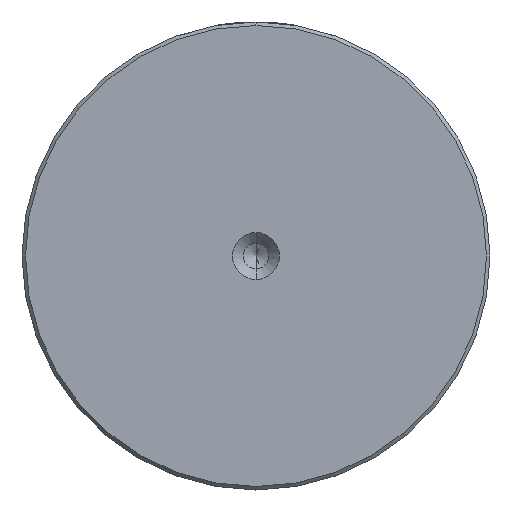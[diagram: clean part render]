
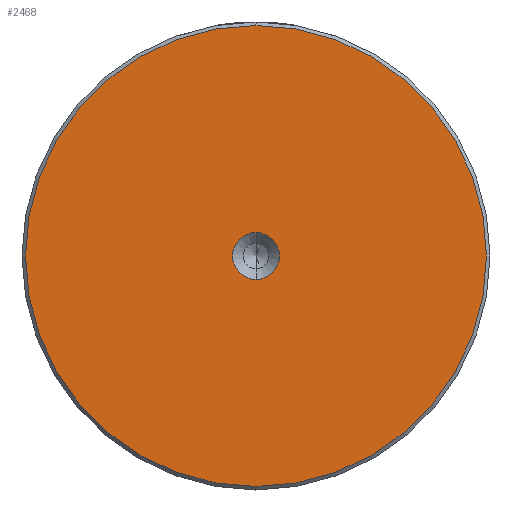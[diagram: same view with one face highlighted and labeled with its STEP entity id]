
A CAD part, left-side view. The second image highlights one B-rep face of the part: STEP entity #2468.
In plain terms, the highlighted planar face has unit normal (-1, 0, 0).
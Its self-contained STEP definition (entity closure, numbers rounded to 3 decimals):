
#80 = CARTESIAN_POINT ( 'NONE',  ( 0., 0., 0. ) ) ;
#87 = AXIS2_PLACEMENT_3D ( 'NONE', #1426, #1416, #1231 ) ;
#192 = VERTEX_POINT ( 'NONE', #2158 ) ;
#248 = CIRCLE ( 'NONE', #1595, 32.5 ) ;
#286 = DIRECTION ( 'NONE',  ( 0., 0., 1. ) ) ;
#440 = ORIENTED_EDGE ( 'NONE', *, *, #2275, .T. ) ;
#445 = CIRCLE ( 'NONE', #1962, 32.5 ) ;
#516 = EDGE_CURVE ( 'NONE', #1375, #935, #1670, .T. ) ;
#529 = DIRECTION ( 'NONE',  ( -1., 0., 0. ) ) ;
#790 = EDGE_CURVE ( 'NONE', #935, #1375, #2532, .T. ) ;
#873 = DIRECTION ( 'NONE',  ( 0., 0., 1. ) ) ;
#935 = VERTEX_POINT ( 'NONE', #1649 ) ;
#1029 = ORIENTED_EDGE ( 'NONE', *, *, #516, .F. ) ;
#1052 = PLANE ( 'NONE',  #1806 ) ;
#1147 = AXIS2_PLACEMENT_3D ( 'NONE', #2328, #2122, #1920 ) ;
#1159 = VERTEX_POINT ( 'NONE', #1428 ) ;
#1231 = DIRECTION ( 'NONE',  ( 0., 0., 1. ) ) ;
#1332 = CARTESIAN_POINT ( 'NONE',  ( 0., 0., -3.3 ) ) ;
#1375 = VERTEX_POINT ( 'NONE', #1332 ) ;
#1416 = DIRECTION ( 'NONE',  ( -1., 0., 0. ) ) ;
#1426 = CARTESIAN_POINT ( 'NONE',  ( 0., 0., 0. ) ) ;
#1428 = CARTESIAN_POINT ( 'NONE',  ( 0., 0., 32.5 ) ) ;
#1451 = DIRECTION ( 'NONE',  ( -1., 0., 0. ) ) ;
#1595 = AXIS2_PLACEMENT_3D ( 'NONE', #1697, #529, #1885 ) ;
#1641 = CARTESIAN_POINT ( 'NONE',  ( 0., 0., 0. ) ) ;
#1649 = CARTESIAN_POINT ( 'NONE',  ( 0., 0., 3.3 ) ) ;
#1670 = CIRCLE ( 'NONE', #87, 3.3 ) ;
#1685 = ORIENTED_EDGE ( 'NONE', *, *, #790, .F. ) ;
#1697 = CARTESIAN_POINT ( 'NONE',  ( 0., 0., 0. ) ) ;
#1774 = FACE_BOUND ( 'NONE', #2187, .T. ) ;
#1806 = AXIS2_PLACEMENT_3D ( 'NONE', #1641, #2027, #873 ) ;
#1885 = DIRECTION ( 'NONE',  ( 0., 0., 1. ) ) ;
#1920 = DIRECTION ( 'NONE',  ( 0., 0., 1. ) ) ;
#1941 = EDGE_LOOP ( 'NONE', ( #2243, #440 ) ) ;
#1962 = AXIS2_PLACEMENT_3D ( 'NONE', #80, #1451, #286 ) ;
#2027 = DIRECTION ( 'NONE',  ( -1., 0., 0. ) ) ;
#2122 = DIRECTION ( 'NONE',  ( -1., 0., 0. ) ) ;
#2143 = EDGE_CURVE ( 'NONE', #192, #1159, #445, .T. ) ;
#2158 = CARTESIAN_POINT ( 'NONE',  ( 0., 0., -32.5 ) ) ;
#2187 = EDGE_LOOP ( 'NONE', ( #1685, #1029 ) ) ;
#2243 = ORIENTED_EDGE ( 'NONE', *, *, #2143, .T. ) ;
#2275 = EDGE_CURVE ( 'NONE', #1159, #192, #248, .T. ) ;
#2328 = CARTESIAN_POINT ( 'NONE',  ( 0., 0., 0. ) ) ;
#2355 = FACE_OUTER_BOUND ( 'NONE', #1941, .T. ) ;
#2468 = ADVANCED_FACE ( 'NONE', ( #2355, #1774 ), #1052, .T. ) ;
#2532 = CIRCLE ( 'NONE', #1147, 3.3 ) ;
